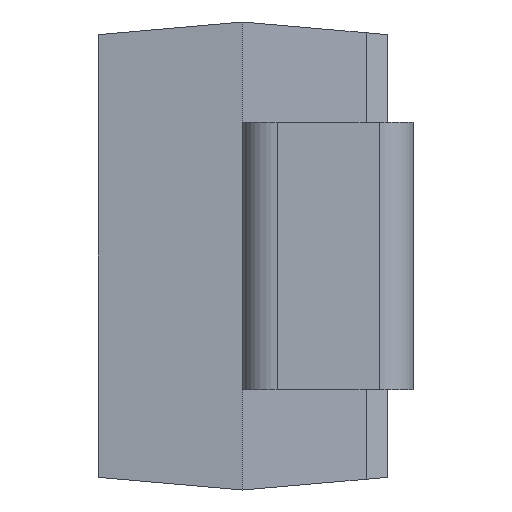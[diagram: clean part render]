
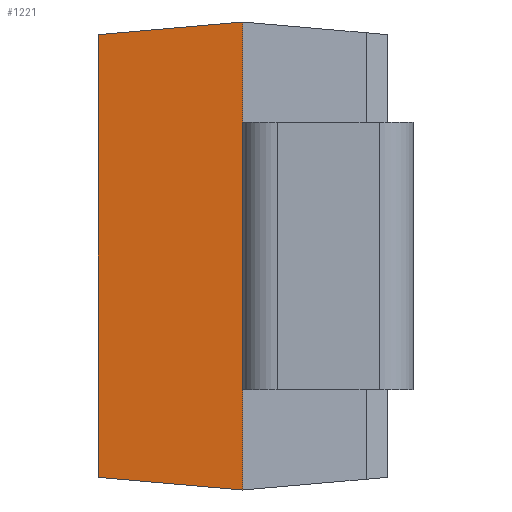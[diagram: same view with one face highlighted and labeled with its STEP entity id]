
A CAD part, left-side view. The second image highlights one B-rep face of the part: STEP entity #1221.
In plain terms, the highlighted planar face has unit normal (-0.996, 0.087, 0).
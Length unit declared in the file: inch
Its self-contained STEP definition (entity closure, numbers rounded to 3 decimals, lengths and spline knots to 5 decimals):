
#20 = CARTESIAN_POINT ( 'NONE',  ( -0.085, 0.052, 0.07125 ) ) ;
#30 = CARTESIAN_POINT ( 'NONE',  ( -0.08115, 0.096, 0.0674 ) ) ;
#54 = CARTESIAN_POINT ( 'NONE',  ( -0.08115, 0.096, -0.0674 ) ) ;
#95 = CARTESIAN_POINT ( 'NONE',  ( -0.085, 0.052, -0.07125 ) ) ;
#166 = VERTEX_POINT ( 'NONE', #30 ) ;
#179 = EDGE_CURVE ( 'NONE', #414, #166, #1489, .T. ) ;
#237 = VECTOR ( 'NONE', #1239, 39.37008 ) ;
#248 = VECTOR ( 'NONE', #1244, 39.37008 ) ;
#336 = EDGE_LOOP ( 'NONE', ( #1106, #1135, #1192, #621 ) ) ;
#403 = LINE ( 'NONE', #1387, #1496 ) ;
#414 = VERTEX_POINT ( 'NONE', #20 ) ;
#441 = DIRECTION ( 'NONE',  ( -0.996, 0.087, 0. ) ) ;
#442 = VERTEX_POINT ( 'NONE', #1403 ) ;
#452 = VERTEX_POINT ( 'NONE', #54 ) ;
#499 = EDGE_CURVE ( 'NONE', #414, #442, #834, .T. ) ;
#619 = LINE ( 'NONE', #1365, #248 ) ;
#621 = ORIENTED_EDGE ( 'NONE', *, *, #499, .F. ) ;
#626 = VECTOR ( 'NONE', #1599, 39.37008 ) ;
#834 = LINE ( 'NONE', #95, #626 ) ;
#957 = PLANE ( 'NONE',  #1593 ) ;
#1024 = EDGE_CURVE ( 'NONE', #442, #452, #403, .T. ) ;
#1049 = DIRECTION ( 'NONE',  ( 0., 0., -1. ) ) ;
#1106 = ORIENTED_EDGE ( 'NONE', *, *, #179, .T. ) ;
#1127 = CARTESIAN_POINT ( 'NONE',  ( -0.08064, 0.10181, 0.06689 ) ) ;
#1135 = ORIENTED_EDGE ( 'NONE', *, *, #1190, .F. ) ;
#1144 = DIRECTION ( 'NONE',  ( 0.087, 0.992, 0.087 ) ) ;
#1176 = CARTESIAN_POINT ( 'NONE',  ( -0.08115, 0.096, 0. ) ) ;
#1190 = EDGE_CURVE ( 'NONE', #452, #166, #619, .T. ) ;
#1192 = ORIENTED_EDGE ( 'NONE', *, *, #1024, .F. ) ;
#1221 = ADVANCED_FACE ( 'NONE', ( #1417 ), #957, .T. ) ;
#1239 = DIRECTION ( 'NONE',  ( 0.087, 0.992, -0.087 ) ) ;
#1244 = DIRECTION ( 'NONE',  ( 0., 0., 1. ) ) ;
#1365 = CARTESIAN_POINT ( 'NONE',  ( -0.08115, 0.096, 0.07125 ) ) ;
#1387 = CARTESIAN_POINT ( 'NONE',  ( -0.08054, 0.10299, -0.06679 ) ) ;
#1403 = CARTESIAN_POINT ( 'NONE',  ( -0.085, 0.052, -0.07125 ) ) ;
#1417 = FACE_OUTER_BOUND ( 'NONE', #336, .T. ) ;
#1489 = LINE ( 'NONE', #1127, #237 ) ;
#1496 = VECTOR ( 'NONE', #1144, 39.37008 ) ;
#1593 = AXIS2_PLACEMENT_3D ( 'NONE', #1176, #441, #1049 ) ;
#1599 = DIRECTION ( 'NONE',  ( 0., 0., -1. ) ) ;
